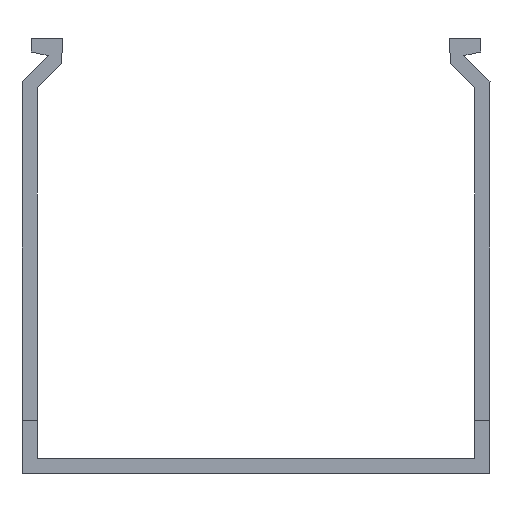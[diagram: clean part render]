
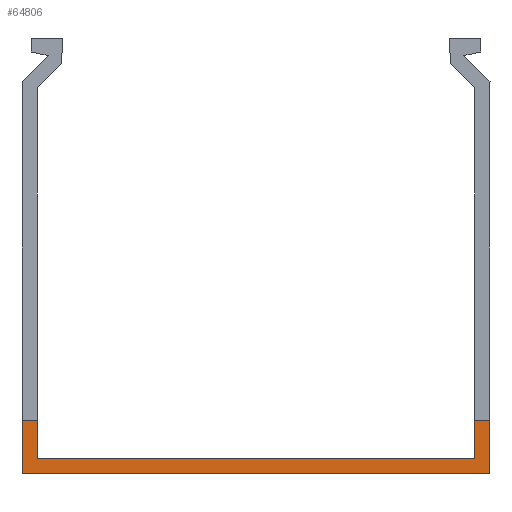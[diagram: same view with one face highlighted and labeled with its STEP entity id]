
A CAD part, front view. The second image highlights one B-rep face of the part: STEP entity #64806.
In plain terms, the highlighted planar face has unit normal (0, -1, 0).
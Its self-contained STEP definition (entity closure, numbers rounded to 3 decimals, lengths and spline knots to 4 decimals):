
#2077 = CARTESIAN_POINT ( 'NONE',  ( 1.52, 0., 0.3696 ) ) ;
#4991 = ORIENTED_EDGE ( 'NONE', *, *, #87163, .F. ) ;
#7232 = LINE ( 'NONE', #71904, #41279 ) ;
#8487 = ORIENTED_EDGE ( 'NONE', *, *, #46417, .F. ) ;
#11264 = EDGE_CURVE ( 'NONE', #38823, #67242, #20695, .T. ) ;
#13939 = EDGE_CURVE ( 'NONE', #44006, #40489, #34878, .T. ) ;
#15983 = DIRECTION ( 'NONE',  ( 1., 0., 0. ) ) ;
#16583 = VECTOR ( 'NONE', #59967, 39.3701 ) ;
#20695 = LINE ( 'NONE', #29368, #100582 ) ;
#21137 = LINE ( 'NONE', #69312, #59931 ) ;
#21534 = DIRECTION ( 'NONE',  ( 1., 0., 0. ) ) ;
#23834 = LINE ( 'NONE', #83761, #62630 ) ;
#23923 = EDGE_CURVE ( 'NONE', #27003, #44006, #23834, .T. ) ;
#25304 = DIRECTION ( 'NONE',  ( 0., 0., 1. ) ) ;
#26204 = CARTESIAN_POINT ( 'NONE',  ( 1.625, 0., 0. ) ) ;
#27003 = VERTEX_POINT ( 'NONE', #62009 ) ;
#29368 = CARTESIAN_POINT ( 'NONE',  ( 1.5609, 0., 0. ) ) ;
#32443 = VECTOR ( 'NONE', #15983, 39.3701 ) ;
#32620 = LINE ( 'NONE', #63509, #71349 ) ;
#34724 = CARTESIAN_POINT ( 'NONE',  ( -1.625, 0., 0. ) ) ;
#34878 = LINE ( 'NONE', #46953, #32443 ) ;
#35332 = FACE_OUTER_BOUND ( 'NONE', #45138, .T. ) ;
#36089 = ORIENTED_EDGE ( 'NONE', *, *, #23923, .F. ) ;
#36170 = DIRECTION ( 'NONE',  ( 0., 0., -1. ) ) ;
#36880 = EDGE_CURVE ( 'NONE', #38823, #91754, #32620, .T. ) ;
#36916 = VERTEX_POINT ( 'NONE', #2077 ) ;
#37326 = AXIS2_PLACEMENT_3D ( 'NONE', #84773, #54097, #25304 ) ;
#37491 = DIRECTION ( 'NONE',  ( 0., 0., -1. ) ) ;
#38823 = VERTEX_POINT ( 'NONE', #34724 ) ;
#40489 = VERTEX_POINT ( 'NONE', #92697 ) ;
#41279 = VECTOR ( 'NONE', #87082, 39.3701 ) ;
#44006 = VERTEX_POINT ( 'NONE', #59388 ) ;
#45138 = EDGE_LOOP ( 'NONE', ( #85959, #51303, #71924, #80192, #4991, #8487, #80137, #36089 ) ) ;
#46417 = EDGE_CURVE ( 'NONE', #40489, #36916, #21137, .T. ) ;
#46953 = CARTESIAN_POINT ( 'NONE',  ( -1.52, 0., 0.105 ) ) ;
#49852 = LINE ( 'NONE', #82471, #90878 ) ;
#51303 = ORIENTED_EDGE ( 'NONE', *, *, #36880, .F. ) ;
#53170 = VERTEX_POINT ( 'NONE', #66832 ) ;
#54097 = DIRECTION ( 'NONE',  ( 0., 1., 0. ) ) ;
#59388 = CARTESIAN_POINT ( 'NONE',  ( -1.52, 0., 0.105 ) ) ;
#59931 = VECTOR ( 'NONE', #77083, 39.3701 ) ;
#59967 = DIRECTION ( 'NONE',  ( 1., 0., 0. ) ) ;
#62009 = CARTESIAN_POINT ( 'NONE',  ( -1.52, 0., 0.3696 ) ) ;
#62630 = VECTOR ( 'NONE', #37491, 39.3701 ) ;
#63509 = CARTESIAN_POINT ( 'NONE',  ( -1.625, 0., 0. ) ) ;
#64806 = ADVANCED_FACE ( 'NONE', ( #35332 ), #100332, .F. ) ;
#65343 = EDGE_CURVE ( 'NONE', #91754, #27003, #7232, .T. ) ;
#66832 = CARTESIAN_POINT ( 'NONE',  ( 1.625, 0., 0.3696 ) ) ;
#67242 = VERTEX_POINT ( 'NONE', #26204 ) ;
#68954 = CARTESIAN_POINT ( 'NONE',  ( -1.625, 0., 0.3696 ) ) ;
#69312 = CARTESIAN_POINT ( 'NONE',  ( 1.52, 0., 0.105 ) ) ;
#71252 = DIRECTION ( 'NONE',  ( 0., 0., 1. ) ) ;
#71349 = VECTOR ( 'NONE', #71252, 39.3701 ) ;
#71904 = CARTESIAN_POINT ( 'NONE',  ( -1.625, 0., 0.3696 ) ) ;
#71924 = ORIENTED_EDGE ( 'NONE', *, *, #11264, .T. ) ;
#75480 = CARTESIAN_POINT ( 'NONE',  ( 1.52, 0., 0.3696 ) ) ;
#76971 = EDGE_CURVE ( 'NONE', #53170, #67242, #49852, .T. ) ;
#77083 = DIRECTION ( 'NONE',  ( 0., 0., 1. ) ) ;
#80137 = ORIENTED_EDGE ( 'NONE', *, *, #13939, .F. ) ;
#80192 = ORIENTED_EDGE ( 'NONE', *, *, #76971, .F. ) ;
#80833 = LINE ( 'NONE', #75480, #16583 ) ;
#82471 = CARTESIAN_POINT ( 'NONE',  ( 1.625, 0., 0. ) ) ;
#83761 = CARTESIAN_POINT ( 'NONE',  ( -1.52, 0., 0.105 ) ) ;
#84773 = CARTESIAN_POINT ( 'NONE',  ( 1.5609, 0., 0.105 ) ) ;
#85959 = ORIENTED_EDGE ( 'NONE', *, *, #65343, .F. ) ;
#87082 = DIRECTION ( 'NONE',  ( 1., 0., 0. ) ) ;
#87163 = EDGE_CURVE ( 'NONE', #36916, #53170, #80833, .T. ) ;
#90878 = VECTOR ( 'NONE', #36170, 39.3701 ) ;
#91754 = VERTEX_POINT ( 'NONE', #68954 ) ;
#92697 = CARTESIAN_POINT ( 'NONE',  ( 1.52, 0., 0.105 ) ) ;
#100332 = PLANE ( 'NONE',  #37326 ) ;
#100582 = VECTOR ( 'NONE', #21534, 39.3701 ) ;
